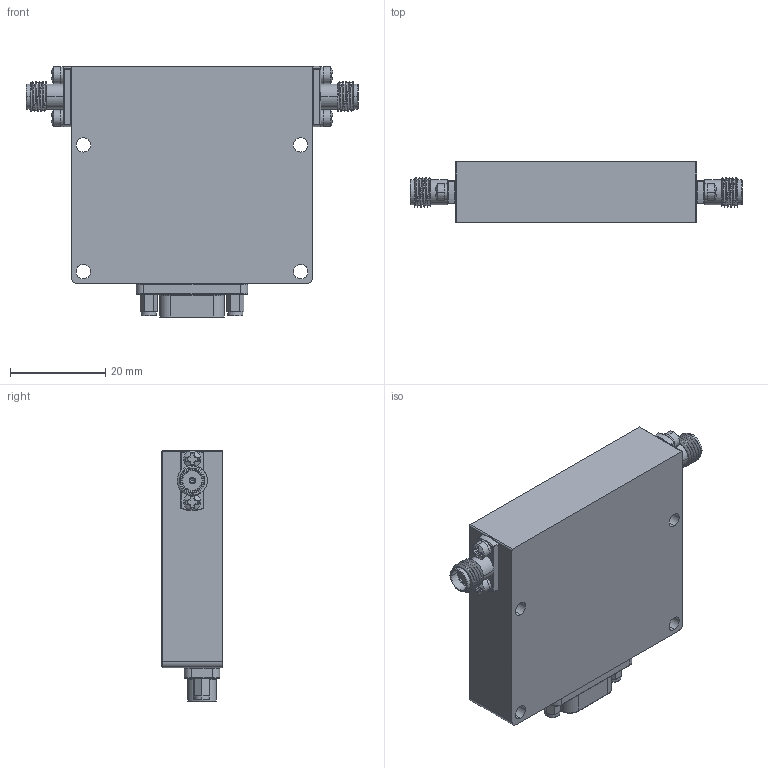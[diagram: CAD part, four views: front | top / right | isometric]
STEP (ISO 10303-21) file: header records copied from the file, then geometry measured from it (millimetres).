
FILE_DESCRIPTION (( 'STEP AP214' ), '1' );
FILE_NAME ('DTA-100M40G-30-CD-1.STEP', '2022-03-30T20:20:42', ( '' ), ( '' ), 'SwSTEP 2.0', 'SolidWorks 2021', '' );
FILE_SCHEMA (( 'AUTOMOTIVE_DESIGN' ));
Length unit declared in the file: inch
Products named in the file (1): DTA-100M40G-30-CD-1
Bounding box: 69.85 x 12.83 x 52.86 mm (x, y, z)
Volume: 30825.3 mm3; surface area: 14918.6 mm2
Topology: 21 solids, 21 shells, 1603 faces, 5203 edges, 3903 vertices
Faces by surface type: plane 632, cylinder 514, cone 235, torus 100, bspline 94, sphere 28
Entity records: 98008 total; most frequent: CARTESIAN_POINT 32062, ORIENTED_EDGE 10250, DIRECTION 8144, EDGE_CURVE 5125, VERTEX_POINT 3895, AXIS2_PLACEMENT_3D 2964, LINE 2216, VECTOR 2216
